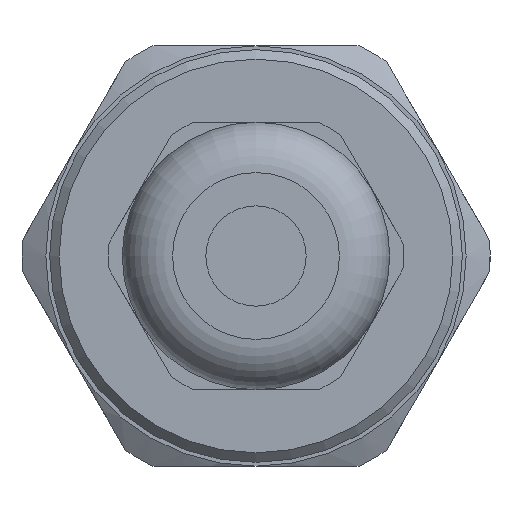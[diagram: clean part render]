
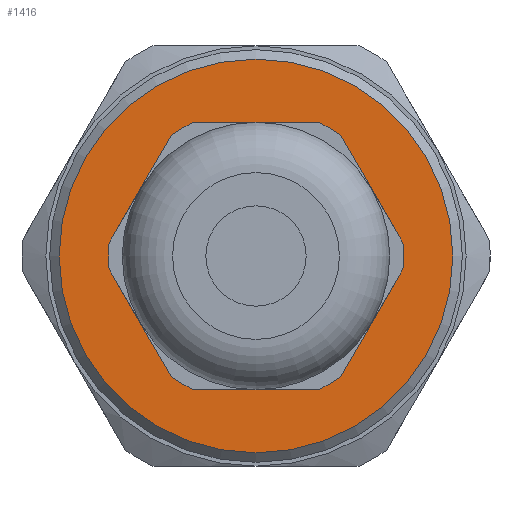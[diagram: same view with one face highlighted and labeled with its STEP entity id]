
A CAD part, front view. The second image highlights one B-rep face of the part: STEP entity #1416.
In plain terms, the highlighted planar face has unit normal (0, -1, 0).
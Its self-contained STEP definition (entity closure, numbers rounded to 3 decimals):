
#21 = EDGE_CURVE ( 'NONE', #2029, #2029, #2099, .T. ) ;
#57 = CARTESIAN_POINT ( 'NONE',  ( 1.536, -52.003, 7. ) ) ;
#78 = CARTESIAN_POINT ( 'NONE',  ( -6.83, -52.003, 2.17 ) ) ;
#103 = CARTESIAN_POINT ( 'NONE',  ( 1.536, -52.003, -7. ) ) ;
#152 = AXIS2_PLACEMENT_3D ( 'NONE', #470, #258, #254 ) ;
#165 = CARTESIAN_POINT ( 'NONE',  ( -4.432, -52.003, 6.323 ) ) ;
#200 = EDGE_CURVE ( 'NONE', #2984, #2394, #1372, .T. ) ;
#225 = VECTOR ( 'NONE', #2332, 1000. ) ;
#254 = DIRECTION ( 'NONE',  ( -1., 0., 0. ) ) ;
#258 = DIRECTION ( 'NONE',  ( 0., -1., 0. ) ) ;
#262 = ORIENTED_EDGE ( 'NONE', *, *, #1735, .F. ) ;
#273 = CARTESIAN_POINT ( 'NONE',  ( -1.536, -52.003, 7. ) ) ;
#290 = VERTEX_POINT ( 'NONE', #606 ) ;
#426 = ORIENTED_EDGE ( 'NONE', *, *, #21, .T. ) ;
#437 = ORIENTED_EDGE ( 'NONE', *, *, #1720, .F. ) ;
#470 = CARTESIAN_POINT ( 'NONE',  ( 0., -52.003, 0. ) ) ;
#568 = AXIS2_PLACEMENT_3D ( 'NONE', #1508, #1624, #1394 ) ;
#577 = ORIENTED_EDGE ( 'NONE', *, *, #964, .F. ) ;
#603 = CARTESIAN_POINT ( 'NONE',  ( 0., -52.003, -10.3 ) ) ;
#606 = CARTESIAN_POINT ( 'NONE',  ( -6.83, -52.003, -2.17 ) ) ;
#618 = LINE ( 'NONE', #2372, #1967 ) ;
#623 = ORIENTED_EDGE ( 'NONE', *, *, #2155, .F. ) ;
#714 = ORIENTED_EDGE ( 'NONE', *, *, #883, .F. ) ;
#784 = ORIENTED_EDGE ( 'NONE', *, *, #3277, .F. ) ;
#803 = CARTESIAN_POINT ( 'NONE',  ( -5.294, -52.003, -4.83 ) ) ;
#883 = EDGE_CURVE ( 'NONE', #2394, #2316, #3102, .T. ) ;
#904 = CIRCLE ( 'NONE', #152, 7.166 ) ;
#926 = CIRCLE ( 'NONE', #2712, 7.166 ) ;
#937 = EDGE_CURVE ( 'NONE', #2980, #2308, #1412, .T. ) ;
#953 = LINE ( 'NONE', #3169, #1548 ) ;
#964 = EDGE_CURVE ( 'NONE', #2316, #1618, #2742, .T. ) ;
#1021 = DIRECTION ( 'NONE',  ( -1., 0., 0. ) ) ;
#1033 = DIRECTION ( 'NONE',  ( 0., -1., 0. ) ) ;
#1041 = CARTESIAN_POINT ( 'NONE',  ( 0., -52.003, 0. ) ) ;
#1065 = CARTESIAN_POINT ( 'NONE',  ( 6.83, -52.003, -2.17 ) ) ;
#1077 = DIRECTION ( 'NONE',  ( 1., 0., 0. ) ) ;
#1089 = CARTESIAN_POINT ( 'NONE',  ( 5.294, -52.003, 4.83 ) ) ;
#1126 = VERTEX_POINT ( 'NONE', #3237 ) ;
#1209 = AXIS2_PLACEMENT_3D ( 'NONE', #2724, #2726, #2566 ) ;
#1223 = VECTOR ( 'NONE', #2658, 1000. ) ;
#1232 = CARTESIAN_POINT ( 'NONE',  ( -1.536, -52.003, -7. ) ) ;
#1259 = DIRECTION ( 'NONE',  ( 0., -1., 0. ) ) ;
#1265 = CARTESIAN_POINT ( 'NONE',  ( 0., -52.003, 0. ) ) ;
#1318 = LINE ( 'NONE', #165, #3088 ) ;
#1329 = AXIS2_PLACEMENT_3D ( 'NONE', #1586, #1592, #1632 ) ;
#1350 = CARTESIAN_POINT ( 'NONE',  ( 6.83, -52.003, 2.17 ) ) ;
#1372 = LINE ( 'NONE', #1885, #2768 ) ;
#1394 = DIRECTION ( 'NONE',  ( -1., 0., 0. ) ) ;
#1412 = CIRCLE ( 'NONE', #2883, 7.166 ) ;
#1416 = ADVANCED_FACE ( 'NONE', ( #3156, #1973 ), #2965, .T. ) ;
#1508 = CARTESIAN_POINT ( 'NONE',  ( 0., -52.003, 0. ) ) ;
#1548 = VECTOR ( 'NONE', #3270, 1000. ) ;
#1586 = CARTESIAN_POINT ( 'NONE',  ( 0., -52.003, 0. ) ) ;
#1592 = DIRECTION ( 'NONE',  ( 0., -1., 0. ) ) ;
#1618 = VERTEX_POINT ( 'NONE', #1089 ) ;
#1623 = EDGE_LOOP ( 'NONE', ( #784, #262, #2474, #2188, #1889, #2356, #2637, #623, #437, #577, #714, #2898 ) ) ;
#1624 = DIRECTION ( 'NONE',  ( 0., -1., 0. ) ) ;
#1632 = DIRECTION ( 'NONE',  ( 0., 0., -1. ) ) ;
#1720 = EDGE_CURVE ( 'NONE', #1618, #2656, #926, .T. ) ;
#1735 = EDGE_CURVE ( 'NONE', #2308, #2177, #618, .T. ) ;
#1775 = VERTEX_POINT ( 'NONE', #78 ) ;
#1885 = CARTESIAN_POINT ( 'NONE',  ( 4.432, -52.003, -6.323 ) ) ;
#1889 = ORIENTED_EDGE ( 'NONE', *, *, #3249, .F. ) ;
#1967 = VECTOR ( 'NONE', #1077, 1000. ) ;
#1973 = FACE_OUTER_BOUND ( 'NONE', #2546, .T. ) ;
#2029 = VERTEX_POINT ( 'NONE', #603 ) ;
#2057 = DIRECTION ( 'NONE',  ( 0.5, 0., 0.866 ) ) ;
#2099 = CIRCLE ( 'NONE', #1329, 10.3 ) ;
#2155 = EDGE_CURVE ( 'NONE', #2656, #2256, #2333, .T. ) ;
#2177 = VERTEX_POINT ( 'NONE', #103 ) ;
#2188 = ORIENTED_EDGE ( 'NONE', *, *, #2669, .F. ) ;
#2256 = VERTEX_POINT ( 'NONE', #273 ) ;
#2264 = DIRECTION ( 'NONE',  ( -1., 0., 0. ) ) ;
#2308 = VERTEX_POINT ( 'NONE', #1232 ) ;
#2316 = VERTEX_POINT ( 'NONE', #1350 ) ;
#2332 = DIRECTION ( 'NONE',  ( -1., 0., 0. ) ) ;
#2333 = LINE ( 'NONE', #2904, #225 ) ;
#2356 = ORIENTED_EDGE ( 'NONE', *, *, #2705, .F. ) ;
#2365 = EDGE_CURVE ( 'NONE', #2256, #1126, #2412, .T. ) ;
#2372 = CARTESIAN_POINT ( 'NONE',  ( -3.26, -52.003, -7. ) ) ;
#2394 = VERTEX_POINT ( 'NONE', #1065 ) ;
#2412 = CIRCLE ( 'NONE', #2873, 7.166 ) ;
#2474 = ORIENTED_EDGE ( 'NONE', *, *, #937, .F. ) ;
#2494 = CARTESIAN_POINT ( 'NONE',  ( 7.692, -52.003, 0.677 ) ) ;
#2507 = CARTESIAN_POINT ( 'NONE',  ( 0., -52.003, 0. ) ) ;
#2533 = DIRECTION ( 'NONE',  ( 0., -1., 0. ) ) ;
#2546 = EDGE_LOOP ( 'NONE', ( #426 ) ) ;
#2549 = DIRECTION ( 'NONE',  ( -0.5, 0., -0.866 ) ) ;
#2566 = DIRECTION ( 'NONE',  ( -1., 0., 0. ) ) ;
#2637 = ORIENTED_EDGE ( 'NONE', *, *, #2365, .F. ) ;
#2656 = VERTEX_POINT ( 'NONE', #57 ) ;
#2658 = DIRECTION ( 'NONE',  ( -0.5, 0., 0.866 ) ) ;
#2669 = EDGE_CURVE ( 'NONE', #290, #2980, #953, .T. ) ;
#2705 = EDGE_CURVE ( 'NONE', #1126, #1775, #1318, .T. ) ;
#2712 = AXIS2_PLACEMENT_3D ( 'NONE', #1265, #1259, #2264 ) ;
#2715 = CIRCLE ( 'NONE', #568, 7.166 ) ;
#2724 = CARTESIAN_POINT ( 'NONE',  ( 0., -52.003, 0. ) ) ;
#2726 = DIRECTION ( 'NONE',  ( 0., -1., 0. ) ) ;
#2742 = LINE ( 'NONE', #2494, #1223 ) ;
#2768 = VECTOR ( 'NONE', #2057, 1000. ) ;
#2779 = DIRECTION ( 'NONE',  ( -1., 0., 0. ) ) ;
#2873 = AXIS2_PLACEMENT_3D ( 'NONE', #1041, #1033, #1021 ) ;
#2883 = AXIS2_PLACEMENT_3D ( 'NONE', #2507, #2533, #2779 ) ;
#2898 = ORIENTED_EDGE ( 'NONE', *, *, #200, .F. ) ;
#2904 = CARTESIAN_POINT ( 'NONE',  ( 3.26, -52.003, 7. ) ) ;
#2965 = PLANE ( 'NONE',  #3190 ) ;
#2980 = VERTEX_POINT ( 'NONE', #803 ) ;
#2984 = VERTEX_POINT ( 'NONE', #3151 ) ;
#3080 = CARTESIAN_POINT ( 'NONE',  ( 0., -52.003, 0. ) ) ;
#3088 = VECTOR ( 'NONE', #2549, 1000. ) ;
#3099 = DIRECTION ( 'NONE',  ( 0., -1., 0. ) ) ;
#3102 = CIRCLE ( 'NONE', #1209, 7.166 ) ;
#3110 = DIRECTION ( 'NONE',  ( 0., 0., -1. ) ) ;
#3151 = CARTESIAN_POINT ( 'NONE',  ( 5.294, -52.003, -4.83 ) ) ;
#3156 = FACE_BOUND ( 'NONE', #1623, .T. ) ;
#3169 = CARTESIAN_POINT ( 'NONE',  ( -7.692, -52.003, -0.677 ) ) ;
#3190 = AXIS2_PLACEMENT_3D ( 'NONE', #3080, #3099, #3110 ) ;
#3237 = CARTESIAN_POINT ( 'NONE',  ( -5.294, -52.003, 4.83 ) ) ;
#3249 = EDGE_CURVE ( 'NONE', #1775, #290, #904, .T. ) ;
#3270 = DIRECTION ( 'NONE',  ( 0.5, 0., -0.866 ) ) ;
#3277 = EDGE_CURVE ( 'NONE', #2177, #2984, #2715, .T. ) ;
